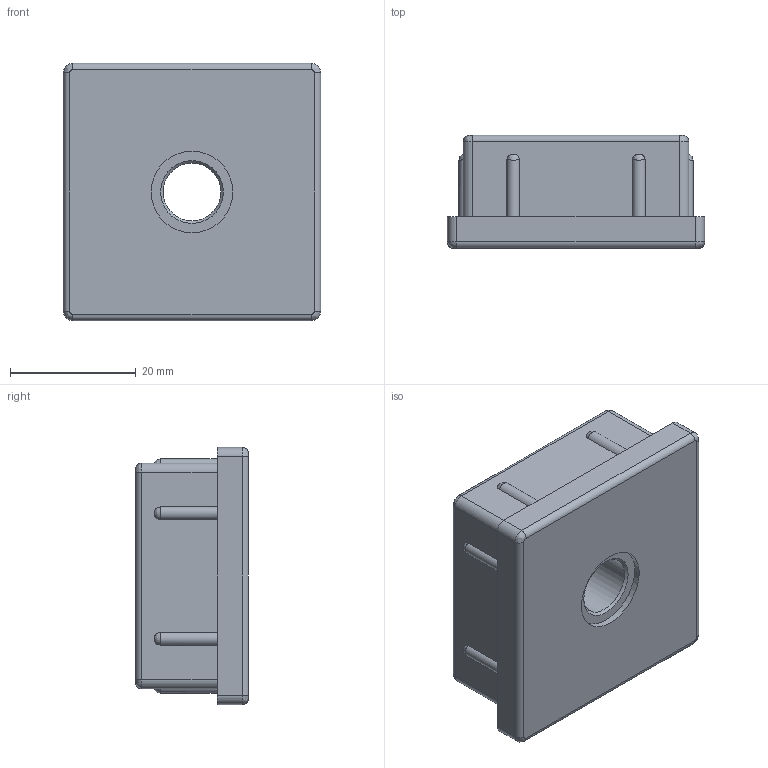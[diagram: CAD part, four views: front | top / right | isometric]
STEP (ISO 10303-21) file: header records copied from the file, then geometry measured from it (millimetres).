
FILE_DESCRIPTION(/* description */ (''),/* implementation_level */ '2;1');
FILE_NAME(/* name */ 'PR34-4040.stp',/* time_stamp */ '2024-08-30T13:54:44+09:00',/* author */ ('user'),/* organization */ (''),/* preprocessor_version */ 'ST-DEVELOPER v15.6',/* originating_system */ 'Autodesk Inventor 2015',/* authorisation */ '');
FILE_SCHEMA (('AUTOMOTIVE_DESIGN { 1 0 10303 214 3 1 1 }'));
Length unit declared in the file: millimetre
Products named in the file (1): PR34-4040
Bounding box: 41 x 18 x 41 mm (x, y, z)
Volume: 10589.9 mm3; surface area: 9123.7 mm2
Topology: 1 solids, 1 shells, 83 faces, 231 edges, 154 vertices
Faces by surface type: plane 34, cylinder 32, bspline 16, cone 1
Full cylindrical faces by diameter (mm): 9.2 x1, 12.7 x1, 13 x1, 18 x1
Entity records: 3412 total; most frequent: CARTESIAN_POINT 1314, ORIENTED_EDGE 448, DIRECTION 408, EDGE_CURVE 224, VERTEX_POINT 152, AXIS2_PLACEMENT_3D 140, LINE 128, VECTOR 128
